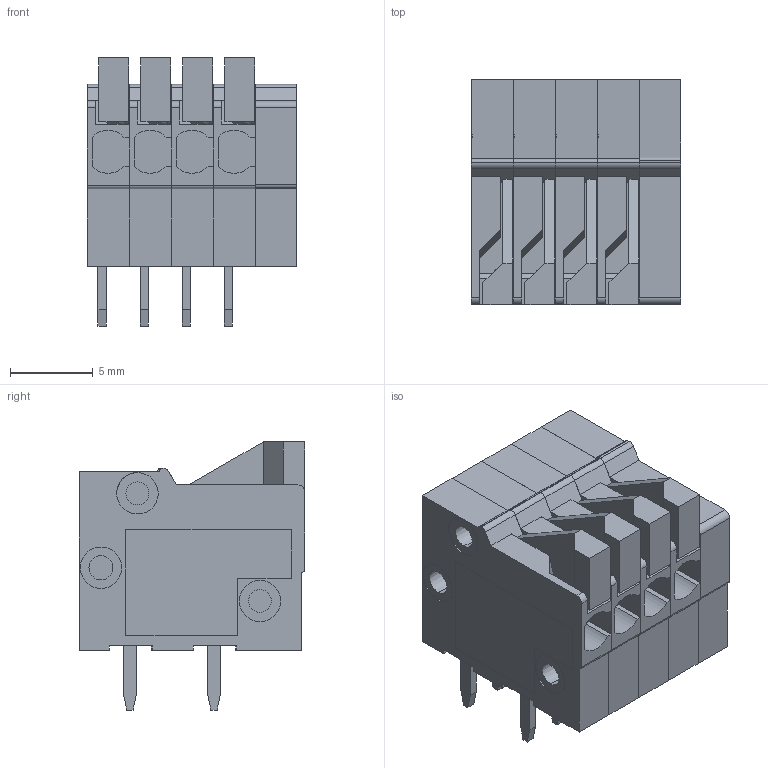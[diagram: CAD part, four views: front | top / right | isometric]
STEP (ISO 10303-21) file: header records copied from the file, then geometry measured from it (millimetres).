
FILE_DESCRIPTION(('FreeCAD Model'),'2;1');
FILE_NAME('pxc_1789139_01_FFKDSA1-H-2-54-4_3D.stp','2021-03-02T11:58:39',('Author'),('' ),'Open CASCADE STEP processor 7.3','FreeCAD','Unknown');
FILE_SCHEMA(('AUTOMOTIVE_DESIGN { 1 0 10303 214 1 1 1 1 }'));
Length unit declared in the file: millimetre
Products named in the file (1): Compound
Bounding box: 12.66 x 13.6 x 16.2 mm (x, y, z)
Volume: 552.3 mm3; surface area: 2614 mm2
Topology: 2 solids, 5 shells, 412 faces, 1126 edges, 750 vertices
Faces by surface type: plane 309, cylinder 75, cone 24, bspline 4
Entity records: 31812 total; most frequent: CARTESIAN_POINT 6197, DIRECTION 4282, LINE 2946, VECTOR 2946, ORIENTED_EDGE 2240, PCURVE 2240, DEFINITIONAL_REPRESENTATION 2240, EDGE_CURVE 1126
